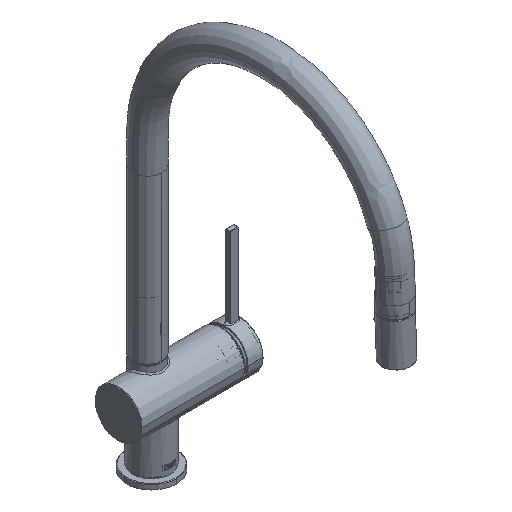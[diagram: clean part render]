
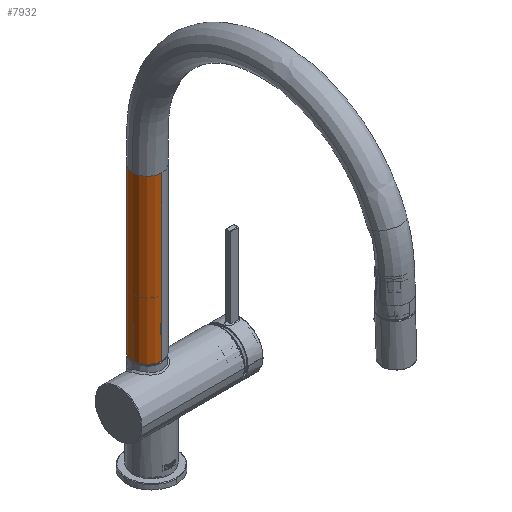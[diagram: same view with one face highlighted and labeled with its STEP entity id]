
A CAD part, isometric view. The second image highlights one B-rep face of the part: STEP entity #7932.
In plain terms, the highlighted cylindrical face has radius 14 mm (diameter 28 mm), a partial arc.
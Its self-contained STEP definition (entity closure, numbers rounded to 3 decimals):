
#3951=B_SPLINE_CURVE_WITH_KNOTS('',1,(#153156,#153157),.UNSPECIFIED.,.F.,
 .F.,(2,2),(0.,156.318),.UNSPECIFIED.);
#3952=B_SPLINE_CURVE_WITH_KNOTS('',1,(#153161,#153162),.UNSPECIFIED.,.F.,
 .F.,(2,2),(0.,8.85),.UNSPECIFIED.);
#3955=B_SPLINE_CURVE_WITH_KNOTS('',1,(#153195,#153196),.UNSPECIFIED.,.F.,
 .F.,(2,2),(0.,141.468),.UNSPECIFIED.);
#3964=B_SPLINE_CURVE_WITH_KNOTS('',3,(#153264,#153265,#153266,#153267,#153268,
#153269,#153270,#153271,#153272,#153273,#153274,#153275,#153276,#153277,
#153278,#153279,#153280,#153281),.UNSPECIFIED.,.F.,.F.,(4,2,2,2,2,2,2,2,
4),(0.,0.592,1.183,1.775,2.367,
2.959,3.55,4.142,4.734),
 .UNSPECIFIED.);
#3965=B_SPLINE_CURVE_WITH_KNOTS('',3,(#153282,#153283,#153284,#153285,#153286,
#153287,#153288,#153289,#153290,#153291,#153292,#153293,#153294,#153295,
#153296,#153297),.UNSPECIFIED.,.F.,.F.,(4,2,2,2,2,2,2,4),(0.,0.592,
1.185,2.37,2.962,3.555,4.147,
4.739),.UNSPECIFIED.);
#7932=ADVANCED_FACE('',(#11171),#48262,.T.);
#11171=FACE_OUTER_BOUND('',#14581,.T.);
#14581=EDGE_LOOP('',(#28608,#28609,#28610,#28611,#28612,#28613,#28614,#28615,
#28616));
#28608=ORIENTED_EDGE('',*,*,#37514,.F.);
#28609=ORIENTED_EDGE('',*,*,#37534,.T.);
#28610=ORIENTED_EDGE('',*,*,#37506,.T.);
#28611=ORIENTED_EDGE('',*,*,#37519,.F.);
#28612=ORIENTED_EDGE('',*,*,#37531,.T.);
#28613=ORIENTED_EDGE('',*,*,#37532,.T.);
#28614=ORIENTED_EDGE('',*,*,#37516,.F.);
#28615=ORIENTED_EDGE('',*,*,#37482,.F.);
#28616=ORIENTED_EDGE('',*,*,#37555,.F.);
#37482=EDGE_CURVE('',#45933,#45937,#41560,.T.);
#37506=EDGE_CURVE('',#45961,#45962,#41572,.T.);
#37514=EDGE_CURVE('',#45967,#45968,#3951,.T.);
#37516=EDGE_CURVE('',#45937,#45939,#3952,.T.);
#37519=EDGE_CURVE('',#45969,#45962,#3955,.T.);
#37531=EDGE_CURVE('',#45969,#45938,#3964,.T.);
#37532=EDGE_CURVE('',#45938,#45939,#3965,.T.);
#37534=EDGE_CURVE('',#45967,#45961,#41583,.T.);
#37555=EDGE_CURVE('',#45968,#45933,#41590,.T.);
#41560=(
BOUNDED_CURVE()
B_SPLINE_CURVE(2,(#152815,#152816,#152817),.UNSPECIFIED.,.F.,.F.)
B_SPLINE_CURVE_WITH_KNOTS((3,3),(0.,21.52),.UNSPECIFIED.)
CURVE()
GEOMETRIC_REPRESENTATION_ITEM()
RATIONAL_B_SPLINE_CURVE((1.,0.707,1.))
REPRESENTATION_ITEM('')
);
#41572=(
BOUNDED_CURVE()
B_SPLINE_CURVE(2,(#153112,#153113,#153114),.UNSPECIFIED.,.F.,.F.)
B_SPLINE_CURVE_WITH_KNOTS((3,3),(-21.991,0.),.UNSPECIFIED.)
CURVE()
GEOMETRIC_REPRESENTATION_ITEM()
RATIONAL_B_SPLINE_CURVE((1.,0.707,1.))
REPRESENTATION_ITEM('')
);
#41583=(
BOUNDED_CURVE()
B_SPLINE_CURVE(2,(#153303,#153304,#153305),.UNSPECIFIED.,.F.,.F.)
B_SPLINE_CURVE_WITH_KNOTS((3,3),(-21.991,0.),.UNSPECIFIED.)
CURVE()
GEOMETRIC_REPRESENTATION_ITEM()
RATIONAL_B_SPLINE_CURVE((1.,0.707,1.))
REPRESENTATION_ITEM('')
);
#41590=(
BOUNDED_CURVE()
B_SPLINE_CURVE(2,(#153685,#153686,#153687),.UNSPECIFIED.,.F.,.F.)
B_SPLINE_CURVE_WITH_KNOTS((3,3),(64.56,86.08),
 .UNSPECIFIED.)
CURVE()
GEOMETRIC_REPRESENTATION_ITEM()
RATIONAL_B_SPLINE_CURVE((1.,0.707,1.))
REPRESENTATION_ITEM('')
);
#45933=VERTEX_POINT('',#152565);
#45937=VERTEX_POINT('',#152569);
#45938=VERTEX_POINT('',#152570);
#45939=VERTEX_POINT('',#152571);
#45961=VERTEX_POINT('',#152593);
#45962=VERTEX_POINT('',#152594);
#45967=VERTEX_POINT('',#152599);
#45968=VERTEX_POINT('',#152600);
#45969=VERTEX_POINT('',#152601);
#48262=CYLINDRICAL_SURFACE('',#53574,14.);
#53574=AXIS2_PLACEMENT_3D('',#147760,#55509,$);
#55509=DIRECTION('',(0.,-1.,0.));
#147760=CARTESIAN_POINT('',(0.,78.459,0.));
#152565=CARTESIAN_POINT('',(0.,0.3,-14.));
#152569=CARTESIAN_POINT('',(14.,0.3,0.));
#152570=CARTESIAN_POINT('',(13.675,12.15,-3.));
#152571=CARTESIAN_POINT('',(14.,9.15,0.));
#152593=CARTESIAN_POINT('',(0.,156.618,-14.));
#152594=CARTESIAN_POINT('',(14.,156.618,0.));
#152599=CARTESIAN_POINT('',(-14.,156.618,0.));
#152600=CARTESIAN_POINT('',(-14.,0.3,0.));
#152601=CARTESIAN_POINT('',(14.,15.15,0.));
#152815=CARTESIAN_POINT('',(0.,0.3,-14.));
#152816=CARTESIAN_POINT('',(14.,0.3,-14.));
#152817=CARTESIAN_POINT('',(14.,0.3,0.));
#153112=CARTESIAN_POINT('',(0.,156.618,-14.));
#153113=CARTESIAN_POINT('',(14.,156.618,-14.));
#153114=CARTESIAN_POINT('',(14.,156.618,0.));
#153156=CARTESIAN_POINT('',(-14.,156.618,0.));
#153157=CARTESIAN_POINT('',(-14.,0.3,0.));
#153161=CARTESIAN_POINT('',(14.,0.3,0.));
#153162=CARTESIAN_POINT('',(14.,9.15,0.));
#153195=CARTESIAN_POINT('',(14.,15.15,0.));
#153196=CARTESIAN_POINT('',(14.,156.618,0.));
#153264=CARTESIAN_POINT('',(14.,15.15,0.));
#153265=CARTESIAN_POINT('',(14.,15.15,-0.196));
#153266=CARTESIAN_POINT('',(13.996,15.131,-0.394));
#153267=CARTESIAN_POINT('',(13.98,15.053,-0.781));
#153268=CARTESIAN_POINT('',(13.968,14.996,-0.968));
#153269=CARTESIAN_POINT('',(13.938,14.846,-1.33));
#153270=CARTESIAN_POINT('',(13.92,14.752,-1.506));
#153271=CARTESIAN_POINT('',(13.881,14.535,-1.831));
#153272=CARTESIAN_POINT('',(13.86,14.411,-1.981));
#153273=CARTESIAN_POINT('',(13.817,14.134,-2.259));
#153274=CARTESIAN_POINT('',(13.796,13.981,-2.385));
#153275=CARTESIAN_POINT('',(13.757,13.656,-2.602));
#153276=CARTESIAN_POINT('',(13.738,13.483,-2.695));
#153277=CARTESIAN_POINT('',(13.708,13.118,-2.846));
#153278=CARTESIAN_POINT('',(13.696,12.93,-2.903));
#153279=CARTESIAN_POINT('',(13.679,12.546,-2.98));
#153280=CARTESIAN_POINT('',(13.675,12.347,-3.));
#153281=CARTESIAN_POINT('',(13.675,12.15,-3.));
#153282=CARTESIAN_POINT('',(13.675,12.15,-3.));
#153283=CARTESIAN_POINT('',(13.675,11.953,-3.));
#153284=CARTESIAN_POINT('',(13.679,11.758,-2.981));
#153285=CARTESIAN_POINT('',(13.696,11.372,-2.904));
#153286=CARTESIAN_POINT('',(13.708,11.181,-2.846));
#153287=CARTESIAN_POINT('',(13.753,10.639,-2.621));
#153288=CARTESIAN_POINT('',(13.796,10.305,-2.398));
#153289=CARTESIAN_POINT('',(13.859,9.891,-1.984));
#153290=CARTESIAN_POINT('',(13.881,9.766,-1.831));
#153291=CARTESIAN_POINT('',(13.92,9.547,-1.504));
#153292=CARTESIAN_POINT('',(13.938,9.455,-1.332));
#153293=CARTESIAN_POINT('',(13.968,9.304,-0.97));
#153294=CARTESIAN_POINT('',(13.98,9.246,-0.778));
#153295=CARTESIAN_POINT('',(13.996,9.169,-0.393));
#153296=CARTESIAN_POINT('',(14.,9.15,-0.198));
#153297=CARTESIAN_POINT('',(14.,9.15,0.));
#153303=CARTESIAN_POINT('',(-14.,156.618,0.));
#153304=CARTESIAN_POINT('',(-14.,156.618,-14.));
#153305=CARTESIAN_POINT('',(0.,156.618,-14.));
#153685=CARTESIAN_POINT('',(-14.,0.3,0.));
#153686=CARTESIAN_POINT('',(-14.,0.3,-14.));
#153687=CARTESIAN_POINT('',(0.,0.3,-14.));
